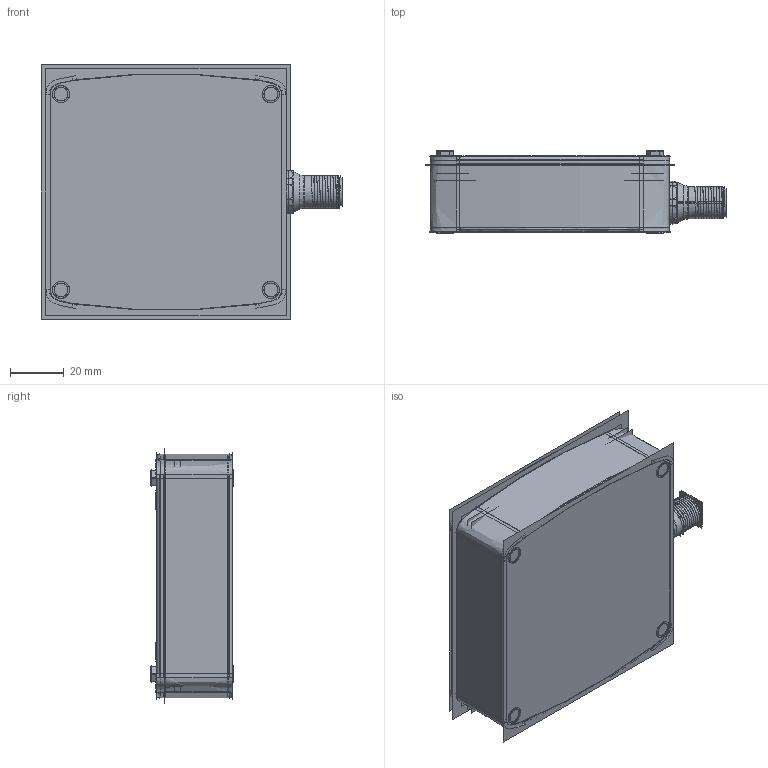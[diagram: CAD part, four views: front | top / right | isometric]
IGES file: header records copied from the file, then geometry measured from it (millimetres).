
Start section:  PTC IGES file: 183539.igs
Global section: file name: 183539.igs; native system: Creo Parametric by Parametric Technology Corporation; preprocessor: 2016100; author: pdmadmin; organization: Unknown; date: 20160901.132757; units: millimetre
Bounding box: 111.96 x 30.56 x 94.7 mm (x, y, z)
Volume: 113884.5 mm3; surface area: 321720.9 mm2
Topology: 16 solids, 19 shells, 1014 faces, 5928 edges, 8109 vertices
Faces by surface type: revolution 682, bspline 332
